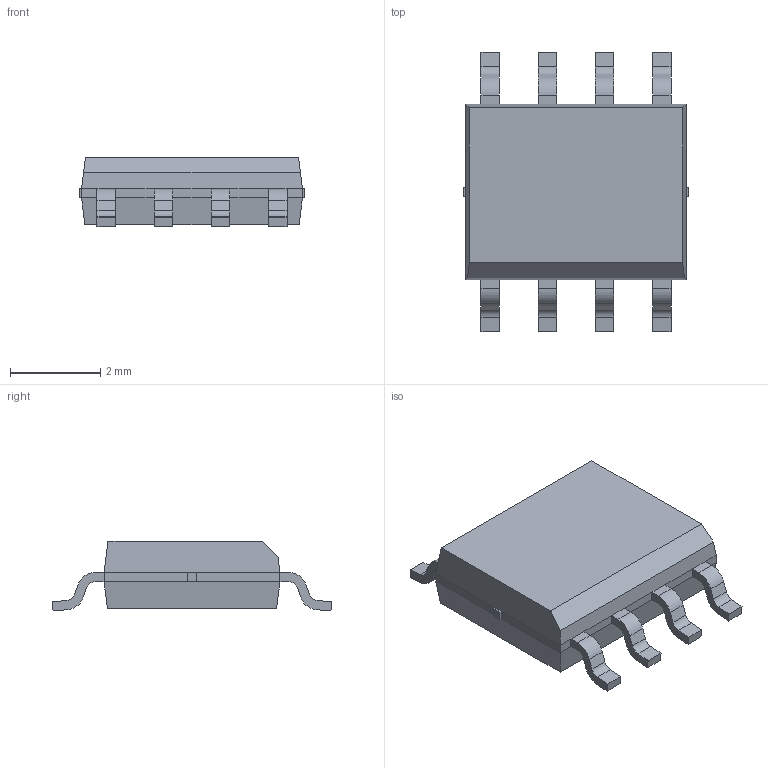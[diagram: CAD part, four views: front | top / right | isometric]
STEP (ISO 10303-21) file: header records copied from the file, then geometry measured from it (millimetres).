
FILE_DESCRIPTION (( 'STEP AP214' ), '1' );
FILE_NAME ('LJ8 Package.STEP', '2022-03-29T18:54:22', ( '' ), ( '' ), 'SwSTEP 2.0', 'SolidWorks 2019', '' );
FILE_SCHEMA (( 'AUTOMOTIVE_DESIGN' ));
Length unit declared in the file: millimetre
Products named in the file (1): LJ8 Package
Bounding box: 5 x 6.2 x 1.55 mm (x, y, z)
Volume: 28.5 mm3; surface area: 75.2 mm2
Topology: 1 solids, 1 shells, 140 faces, 379 edges, 242 vertices
Faces by surface type: plane 108, cylinder 32
Entity records: 4644 total; most frequent: CARTESIAN_POINT 762, ORIENTED_EDGE 758, DIRECTION 729, EDGE_CURVE 379, VECTOR 311, LINE 311, VERTEX_POINT 242, AXIS2_PLACEMENT_3D 209
